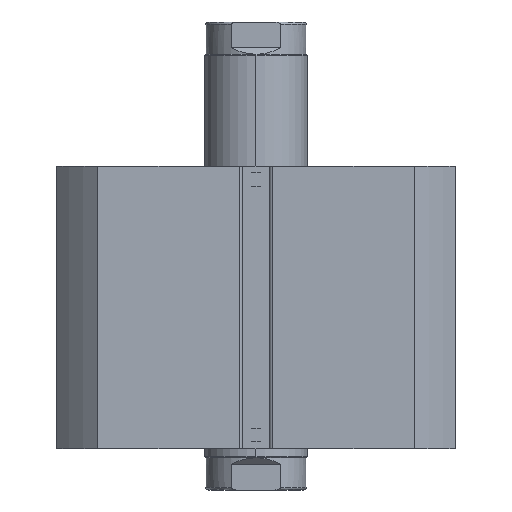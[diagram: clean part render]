
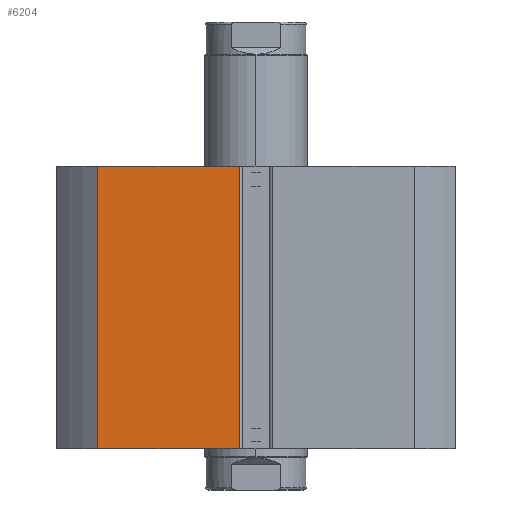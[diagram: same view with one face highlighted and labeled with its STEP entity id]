
A CAD part, front view. The second image highlights one B-rep face of the part: STEP entity #6204.
In plain terms, the highlighted planar face has unit normal (0, -1, 0).
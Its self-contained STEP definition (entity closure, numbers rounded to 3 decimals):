
#75 = DIRECTION ( 'NONE',  ( 0., 0., 1. ) ) ;
#81 = DIRECTION ( 'NONE',  ( 0., 0., 1. ) ) ;
#97 = CARTESIAN_POINT ( 'NONE',  ( -3.2, -38.75, 55. ) ) ;
#231 = CARTESIAN_POINT ( 'NONE',  ( -30.801, -38.75, 0. ) ) ;
#384 = CARTESIAN_POINT ( 'NONE',  ( -3.2, -38.75, 0. ) ) ;
#386 = CARTESIAN_POINT ( 'NONE',  ( -30.801, -38.75, 0. ) ) ;
#394 = CARTESIAN_POINT ( 'NONE',  ( -30.801, -38.75, 55. ) ) ;
#395 = CARTESIAN_POINT ( 'NONE',  ( -3.2, -38.75, 55. ) ) ;
#409 = VERTEX_POINT ( 'NONE', #395 ) ;
#412 = VERTEX_POINT ( 'NONE', #394 ) ;
#429 = VERTEX_POINT ( 'NONE', #386 ) ;
#430 = VERTEX_POINT ( 'NONE', #384 ) ;
#1237 = LINE ( 'NONE', #231, #1244 ) ;
#1238 = LINE ( 'NONE', #97, #1240 ) ;
#1240 = VECTOR ( 'NONE', #75, 1000. ) ;
#1244 = VECTOR ( 'NONE', #81, 1000. ) ;
#1452 = LINE ( 'NONE', #2368, #1463 ) ;
#1463 = VECTOR ( 'NONE', #2369, 1000. ) ;
#1659 = FACE_OUTER_BOUND ( 'NONE', #5796, .T. ) ;
#1954 = EDGE_CURVE ( 'NONE', #430, #409, #1238, .T. ) ;
#1956 = EDGE_CURVE ( 'NONE', #429, #412, #1237, .T. ) ;
#2368 = CARTESIAN_POINT ( 'NONE',  ( -38.75, -38.75, 0. ) ) ;
#2369 = DIRECTION ( 'NONE',  ( 1., 0., 0. ) ) ;
#2733 = PLANE ( 'NONE',  #6785 ) ;
#2736 = CARTESIAN_POINT ( 'NONE',  ( -38.75, -38.75, 55. ) ) ;
#2742 = DIRECTION ( 'NONE',  ( 0., 1., 0. ) ) ;
#2743 = DIRECTION ( 'NONE',  ( 0., 0., 1. ) ) ;
#3785 = LINE ( 'NONE', #4716, #3793 ) ;
#3793 = VECTOR ( 'NONE', #4717, 1000. ) ;
#4716 = CARTESIAN_POINT ( 'NONE',  ( -38.75, -38.75, 55. ) ) ;
#4717 = DIRECTION ( 'NONE',  ( 1., 0., 0. ) ) ;
#5532 = ORIENTED_EDGE ( 'NONE', *, *, #6099, .T. ) ;
#5546 = ORIENTED_EDGE ( 'NONE', *, *, #1954, .T. ) ;
#5564 = ORIENTED_EDGE ( 'NONE', *, *, #1956, .F. ) ;
#5566 = ORIENTED_EDGE ( 'NONE', *, *, #7216, .F. ) ;
#5796 = EDGE_LOOP ( 'NONE', ( #5564, #5532, #5546, #5566 ) ) ;
#6099 = EDGE_CURVE ( 'NONE', #429, #430, #1452, .T. ) ;
#6204 = ADVANCED_FACE ( 'NONE', ( #1659 ), #2733, .F. ) ;
#6785 = AXIS2_PLACEMENT_3D ( 'NONE', #2736, #2742, #2743 ) ;
#7216 = EDGE_CURVE ( 'NONE', #412, #409, #3785, .T. ) ;
